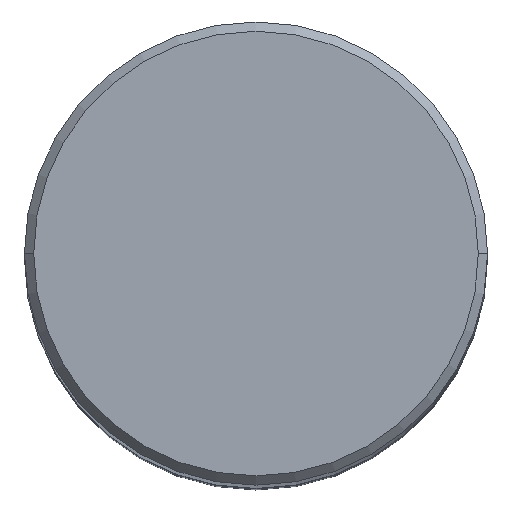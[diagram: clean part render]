
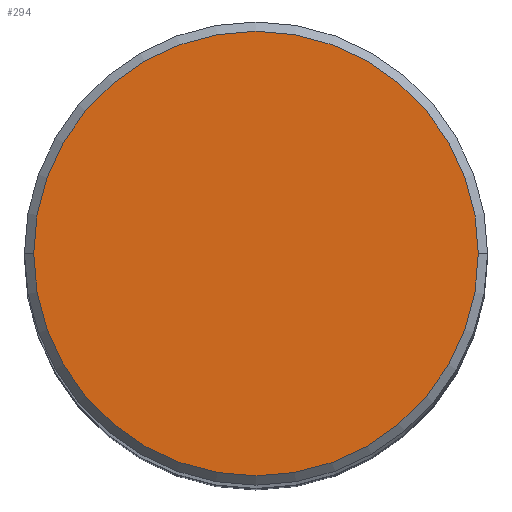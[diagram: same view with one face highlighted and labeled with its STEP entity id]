
A CAD part, top view. The second image highlights one B-rep face of the part: STEP entity #294.
In plain terms, the highlighted planar face has unit normal (0, 0, 1).
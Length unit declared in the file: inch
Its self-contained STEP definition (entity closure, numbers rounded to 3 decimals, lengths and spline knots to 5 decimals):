
#39 = AXIS2_PLACEMENT_3D ( 'NONE', #69, #442, #490 ) ;
#58 = EDGE_CURVE ( 'NONE', #364, #350, #257, .T. ) ;
#60 = CARTESIAN_POINT ( 'NONE',  ( -0.48, 0., 0. ) ) ;
#69 = CARTESIAN_POINT ( 'NONE',  ( 0., 0., 0. ) ) ;
#115 = EDGE_CURVE ( 'NONE', #350, #364, #128, .T. ) ;
#128 = CIRCLE ( 'NONE', #39, 0.48 ) ;
#134 = CARTESIAN_POINT ( 'NONE',  ( 0., 0., 0. ) ) ;
#174 = ORIENTED_EDGE ( 'NONE', *, *, #115, .T. ) ;
#175 = DIRECTION ( 'NONE',  ( -1., 0., 0. ) ) ;
#177 = FACE_OUTER_BOUND ( 'NONE', #235, .T. ) ;
#188 = DIRECTION ( 'NONE',  ( 0., 0., 1. ) ) ;
#235 = EDGE_LOOP ( 'NONE', ( #504, #174 ) ) ;
#246 = PLANE ( 'NONE',  #460 ) ;
#257 = CIRCLE ( 'NONE', #322, 0.48 ) ;
#294 = ADVANCED_FACE ( 'NONE', ( #177 ), #246, .F. ) ;
#322 = AXIS2_PLACEMENT_3D ( 'NONE', #134, #188, #340 ) ;
#340 = DIRECTION ( 'NONE',  ( 1., 0., 0. ) ) ;
#341 = DIRECTION ( 'NONE',  ( 0., 0., -1. ) ) ;
#350 = VERTEX_POINT ( 'NONE', #375 ) ;
#364 = VERTEX_POINT ( 'NONE', #60 ) ;
#375 = CARTESIAN_POINT ( 'NONE',  ( 0.48, 0., 0. ) ) ;
#407 = CARTESIAN_POINT ( 'NONE',  ( 0., 0.48, 0. ) ) ;
#442 = DIRECTION ( 'NONE',  ( 0., 0., 1. ) ) ;
#460 = AXIS2_PLACEMENT_3D ( 'NONE', #407, #341, #175 ) ;
#490 = DIRECTION ( 'NONE',  ( 1., 0., 0. ) ) ;
#504 = ORIENTED_EDGE ( 'NONE', *, *, #58, .T. ) ;
